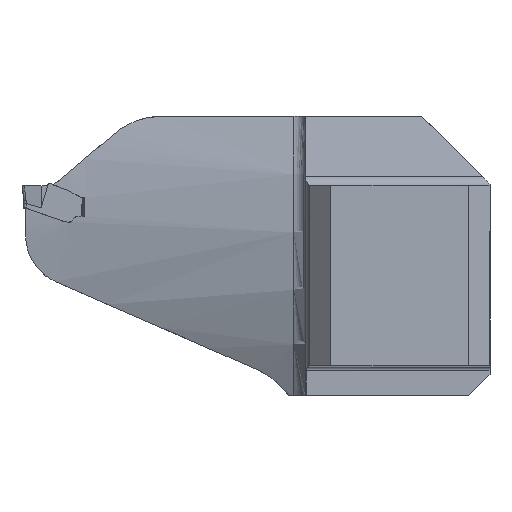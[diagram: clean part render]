
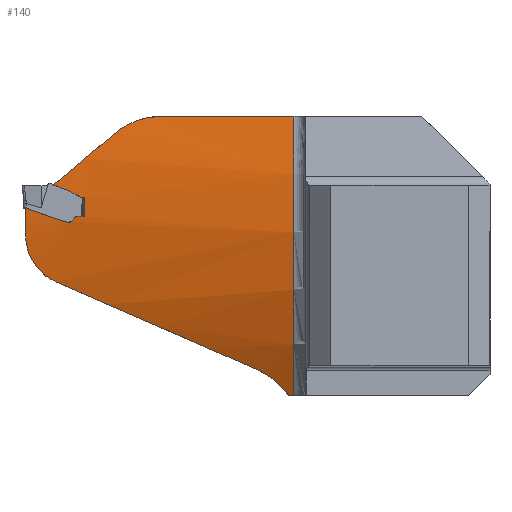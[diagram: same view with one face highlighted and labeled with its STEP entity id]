
A CAD part, top view. The second image highlights one B-rep face of the part: STEP entity #140.
In plain terms, the highlighted cylindrical face has radius 53.75 mm (diameter 107.5 mm), a partial arc.
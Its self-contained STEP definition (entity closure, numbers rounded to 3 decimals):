
#140=ADVANCED_FACE('CL_L_SU1',(#222),#201,.T.);
#201=CYLINDRICAL_SURFACE('',#1498,53.75);
#222=FACE_OUTER_BOUND('',#284,.T.);
#284=EDGE_LOOP('',(#572,#573,#574,#575,#576,#577,#578,#579,#580,#581,#582,
#583,#584));
#352=LINE('',#2009,#437);
#354=LINE('',#2015,#439);
#437=VECTOR('',#1607,1.);
#439=VECTOR('',#1613,1.);
#518=CIRCLE('',#1494,53.75);
#519=CIRCLE('',#1496,53.75);
#533=ELLIPSE('',#1495,83.62,53.75);
#534=ELLIPSE('',#1497,134.273,53.75);
#572=ORIENTED_EDGE('',*,*,#1130,.F.);
#573=ORIENTED_EDGE('',*,*,#1132,.T.);
#574=ORIENTED_EDGE('',*,*,#1133,.T.);
#575=ORIENTED_EDGE('',*,*,#1134,.T.);
#576=ORIENTED_EDGE('',*,*,#1135,.T.);
#577=ORIENTED_EDGE('',*,*,#1136,.F.);
#578=ORIENTED_EDGE('',*,*,#1137,.F.);
#579=ORIENTED_EDGE('',*,*,#1138,.F.);
#580=ORIENTED_EDGE('',*,*,#1139,.F.);
#581=ORIENTED_EDGE('',*,*,#1140,.F.);
#582=ORIENTED_EDGE('',*,*,#1141,.T.);
#583=ORIENTED_EDGE('',*,*,#1142,.T.);
#584=ORIENTED_EDGE('',*,*,#1143,.T.);
#982=VERTEX_POINT('',#2008);
#983=VERTEX_POINT('',#2010);
#984=VERTEX_POINT('',#2014);
#985=VERTEX_POINT('',#2016);
#986=VERTEX_POINT('',#2021);
#987=VERTEX_POINT('',#2023);
#988=VERTEX_POINT('',#2028);
#989=VERTEX_POINT('',#2048);
#990=VERTEX_POINT('',#2056);
#991=VERTEX_POINT('',#2069);
#992=VERTEX_POINT('',#2071);
#993=VERTEX_POINT('',#2076);
#994=VERTEX_POINT('',#2078);
#1130=EDGE_CURVE('',#982,#983,#352,.T.);
#1132=EDGE_CURVE('',#982,#984,#518,.T.);
#1133=EDGE_CURVE('',#984,#985,#354,.T.);
#1134=EDGE_CURVE('',#985,#986,#1321,.T.);
#1135=EDGE_CURVE('',#986,#987,#533,.T.);
#1136=EDGE_CURVE('',#988,#987,#1322,.T.);
#1137=EDGE_CURVE('',#989,#988,#1323,.T.);
#1138=EDGE_CURVE('',#990,#989,#1324,.T.);
#1139=EDGE_CURVE('',#991,#990,#1325,.T.);
#1140=EDGE_CURVE('',#992,#991,#519,.T.);
#1141=EDGE_CURVE('',#992,#993,#1326,.T.);
#1142=EDGE_CURVE('',#993,#994,#534,.T.);
#1143=EDGE_CURVE('',#994,#983,#1327,.T.);
#1321=B_SPLINE_CURVE_WITH_KNOTS('',3,(#2017,#2018,#2019,#2020),
 .UNSPECIFIED.,.F.,.F.,(4,4),(0.,1.),.UNSPECIFIED.);
#1322=B_SPLINE_CURVE_WITH_KNOTS('',3,(#2024,#2025,#2026,#2027),
 .UNSPECIFIED.,.F.,.F.,(4,4),(0.,1.),.UNSPECIFIED.);
#1323=B_SPLINE_CURVE_WITH_KNOTS('',3,(#2029,#2030,#2031,#2032,#2033,#2034,
#2035,#2036,#2037,#2038,#2039,#2040,#2041,#2042,#2043,#2044,#2045,#2046,
#2047),.UNSPECIFIED.,.F.,.F.,(4,3,3,3,3,3,4),(0.,0.083,0.112,
0.291,0.431,0.714,1.),.UNSPECIFIED.);
#1324=B_SPLINE_CURVE_WITH_KNOTS('',3,(#2049,#2050,#2051,#2052,#2053,#2054,
#2055),.UNSPECIFIED.,.F.,.F.,(4,3,4),(0.,0.527,1.),
 .UNSPECIFIED.);
#1325=B_SPLINE_CURVE_WITH_KNOTS('',3,(#2057,#2058,#2059,#2060,#2061,#2062,
#2063,#2064,#2065,#2066,#2067,#2068),.UNSPECIFIED.,.F.,.F.,(4,2,2,2,2,4),
(0.,0.5,0.75,0.813,0.875,
1.),.UNSPECIFIED.);
#1326=B_SPLINE_CURVE_WITH_KNOTS('',3,(#2072,#2073,#2074,#2075),
 .UNSPECIFIED.,.F.,.F.,(4,4),(0.,1.),.UNSPECIFIED.);
#1327=B_SPLINE_CURVE_WITH_KNOTS('',3,(#2079,#2080,#2081,#2082),
 .UNSPECIFIED.,.F.,.F.,(4,4),(0.,1.),.UNSPECIFIED.);
#1494=AXIS2_PLACEMENT_3D('',#2013,#1611,#1612);
#1495=AXIS2_PLACEMENT_3D('',#2022,#1614,#1615);
#1496=AXIS2_PLACEMENT_3D('',#2070,#1616,#1617);
#1497=AXIS2_PLACEMENT_3D('',#2077,#1618,#1619);
#1498=AXIS2_PLACEMENT_3D('',#2083,#1620,#1621);
#1607=DIRECTION('',(-1.,0.,0.));
#1611=DIRECTION('',(-1.,0.,0.));
#1612=DIRECTION('',(0.,1.,0.));
#1613=DIRECTION('',(-1.,0.,0.));
#1614=DIRECTION('',(0.643,-0.766,0.));
#1615=DIRECTION('',(-0.766,-0.643,0.));
#1616=DIRECTION('',(-1.,0.,0.));
#1617=DIRECTION('',(0.,0.,-1.));
#1618=DIRECTION('',(0.4,0.916,0.));
#1619=DIRECTION('',(-0.916,0.4,0.));
#1620=DIRECTION('',(-1.,0.,0.));
#1621=DIRECTION('',(0.,-1.,0.));
#2008=CARTESIAN_POINT('',(-27.5,-4.,-97.003));
#2009=CARTESIAN_POINT('',(-21.93,-4.,-97.003));
#2010=CARTESIAN_POINT('',(-28.253,-4.,-97.003));
#2013=CARTESIAN_POINT('',(-27.5,25.4,-142.));
#2014=CARTESIAN_POINT('',(-27.5,35.146,-89.141));
#2015=CARTESIAN_POINT('',(-21.93,35.146,-89.141));
#2016=CARTESIAN_POINT('',(-46.094,35.146,-89.141));
#2017=CARTESIAN_POINT('',(-46.094,35.146,-89.141));
#2018=CARTESIAN_POINT('',(-48.45,35.146,-89.141));
#2019=CARTESIAN_POINT('',(-50.724,34.314,-88.972));
#2020=CARTESIAN_POINT('',(-52.522,32.806,-88.763));
#2021=CARTESIAN_POINT('',(-52.522,32.806,-88.763));
#2022=CARTESIAN_POINT('',(-61.348,25.4,-142.));
#2023=CARTESIAN_POINT('',(-61.123,25.588,-88.25));
#2024=CARTESIAN_POINT('',(-61.113,25.502,-88.25));
#2025=CARTESIAN_POINT('',(-61.116,25.531,-88.25));
#2026=CARTESIAN_POINT('',(-61.12,25.56,-88.25));
#2027=CARTESIAN_POINT('',(-61.123,25.588,-88.25));
#2028=CARTESIAN_POINT('',(-61.113,25.502,-88.25));
#2029=CARTESIAN_POINT('',(-56.784,23.707,-88.277));
#2030=CARTESIAN_POINT('',(-56.915,23.704,-88.277));
#2031=CARTESIAN_POINT('',(-57.049,23.678,-88.278));
#2032=CARTESIAN_POINT('',(-57.177,23.706,-88.277));
#2033=CARTESIAN_POINT('',(-57.221,23.715,-88.276));
#2034=CARTESIAN_POINT('',(-57.262,23.739,-88.276));
#2035=CARTESIAN_POINT('',(-57.302,23.761,-88.275));
#2036=CARTESIAN_POINT('',(-57.548,23.901,-88.271));
#2037=CARTESIAN_POINT('',(-57.793,24.041,-88.267));
#2038=CARTESIAN_POINT('',(-58.039,24.18,-88.264));
#2039=CARTESIAN_POINT('',(-58.232,24.29,-88.261));
#2040=CARTESIAN_POINT('',(-58.426,24.4,-88.259));
#2041=CARTESIAN_POINT('',(-58.619,24.51,-88.257));
#2042=CARTESIAN_POINT('',(-59.005,24.729,-88.254));
#2043=CARTESIAN_POINT('',(-59.438,24.855,-88.253));
#2044=CARTESIAN_POINT('',(-59.853,25.015,-88.251));
#2045=CARTESIAN_POINT('',(-60.273,25.176,-88.25));
#2046=CARTESIAN_POINT('',(-60.724,25.275,-88.25));
#2047=CARTESIAN_POINT('',(-61.113,25.502,-88.25));
#2048=CARTESIAN_POINT('',(-56.784,23.707,-88.277));
#2049=CARTESIAN_POINT('',(-56.839,21.15,-88.418));
#2050=CARTESIAN_POINT('',(-56.825,21.599,-88.383));
#2051=CARTESIAN_POINT('',(-56.813,22.048,-88.353));
#2052=CARTESIAN_POINT('',(-56.804,22.498,-88.328));
#2053=CARTESIAN_POINT('',(-56.796,22.901,-88.307));
#2054=CARTESIAN_POINT('',(-56.789,23.304,-88.289));
#2055=CARTESIAN_POINT('',(-56.784,23.707,-88.277));
#2056=CARTESIAN_POINT('',(-56.839,21.15,-88.418));
#2057=CARTESIAN_POINT('',(-65.1,22.284,-88.34));
#2058=CARTESIAN_POINT('',(-63.727,21.807,-88.368));
#2059=CARTESIAN_POINT('',(-62.354,21.33,-88.402));
#2060=CARTESIAN_POINT('',(-60.295,20.615,-88.463));
#2061=CARTESIAN_POINT('',(-59.609,20.282,-88.494));
#2062=CARTESIAN_POINT('',(-58.747,20.305,-88.492));
#2063=CARTESIAN_POINT('',(-58.572,20.504,-88.473));
#2064=CARTESIAN_POINT('',(-58.221,20.922,-88.436));
#2065=CARTESIAN_POINT('',(-58.046,21.101,-88.422));
#2066=CARTESIAN_POINT('',(-57.528,21.21,-88.414));
#2067=CARTESIAN_POINT('',(-57.184,21.15,-88.418));
#2068=CARTESIAN_POINT('',(-56.839,21.15,-88.418));
#2069=CARTESIAN_POINT('',(-65.1,22.284,-88.34));
#2070=CARTESIAN_POINT('',(-65.1,25.4,-142.));
#2071=CARTESIAN_POINT('',(-65.1,18.4,-88.708));
#2072=CARTESIAN_POINT('',(-65.1,18.4,-88.708));
#2073=CARTESIAN_POINT('',(-65.1,15.664,-89.067));
#2074=CARTESIAN_POINT('',(-63.418,13.085,-89.668));
#2075=CARTESIAN_POINT('',(-60.902,11.985,-89.951));
#2076=CARTESIAN_POINT('',(-60.902,11.985,-89.951));
#2077=CARTESIAN_POINT('',(-91.611,25.4,-142.));
#2078=CARTESIAN_POINT('',(-32.617,-0.37,-94.831));
#2079=CARTESIAN_POINT('',(-32.617,-0.37,-94.831));
#2080=CARTESIAN_POINT('',(-30.76,-1.181,-95.274));
#2081=CARTESIAN_POINT('',(-29.274,-2.492,-96.018));
#2082=CARTESIAN_POINT('',(-28.253,-4.,-97.003));
#2083=CARTESIAN_POINT('',(-21.93,25.4,-142.));
